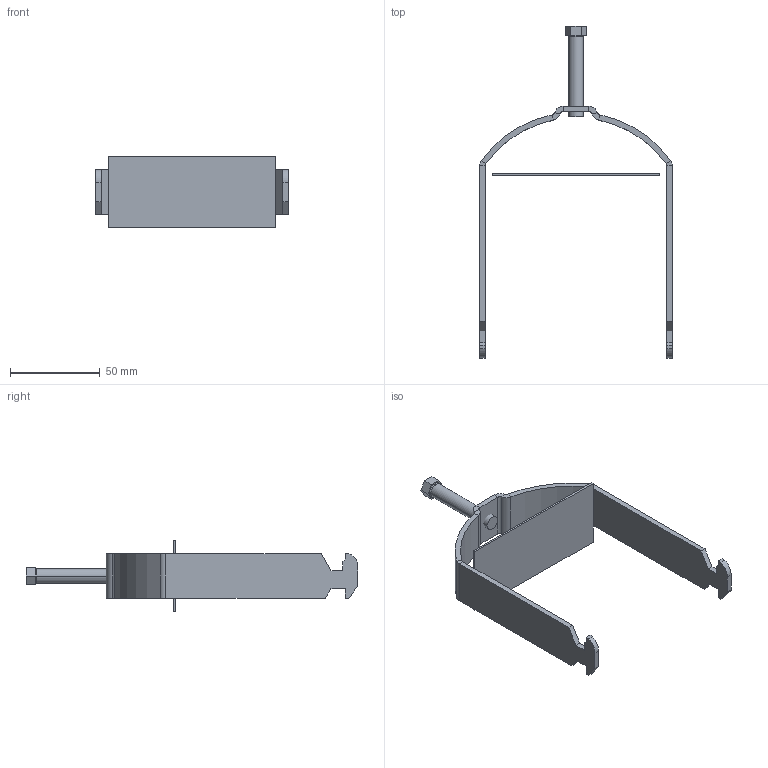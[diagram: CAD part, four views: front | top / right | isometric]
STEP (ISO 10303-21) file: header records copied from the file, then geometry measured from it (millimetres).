
FILE_DESCRIPTION (( 'STEP AP214' ), '1' );
FILE_NAME ('1156160.stp', '2017-08-30T11:35:31', ( '' ), ( '' ), 'SwSTEP 2.0', 'SolidWorks 2016', '' );
FILE_SCHEMA (( 'AUTOMOTIVE_DESIGN' ));
Length unit declared in the file: millimetre
Products named in the file (4): 1156160; EB104-16-01_Standard; EB104-00-03_Druckschraube - M8 x 45; EB154-16-02_Standard
Assembly tree (3 placements, depth 2):
  1156160
    EB104-16-01_Standard
    EB104-00-03_Druckschraube - M8 x 45
    EB154-16-02_Standard
Bounding box: 107 x 184.5 x 40 mm (x, y, z)
Volume: 31891.6 mm3; surface area: 28050.6 mm2
Topology: 3 solids, 3 shells, 179 faces, 433 edges, 271 vertices
Faces by surface type: plane 104, bspline 45, cylinder 22, cone 6, torus 2
Entity records: 7979 total; most frequent: CARTESIAN_POINT 3948, ORIENTED_EDGE 862, DIRECTION 675, EDGE_CURVE 431, VERTEX_POINT 271, VECTOR 271, LINE 271, AXIS2_PLACEMENT_3D 202
